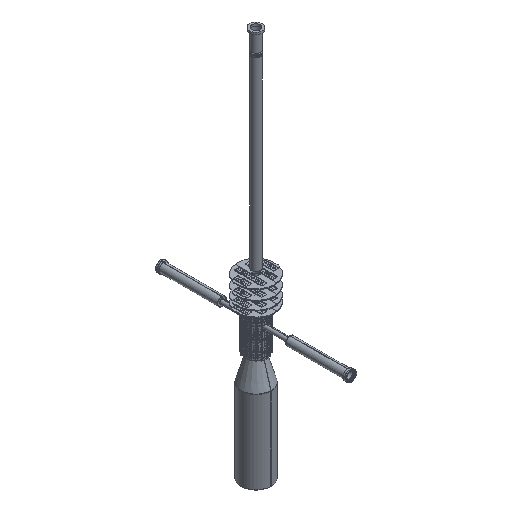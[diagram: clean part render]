
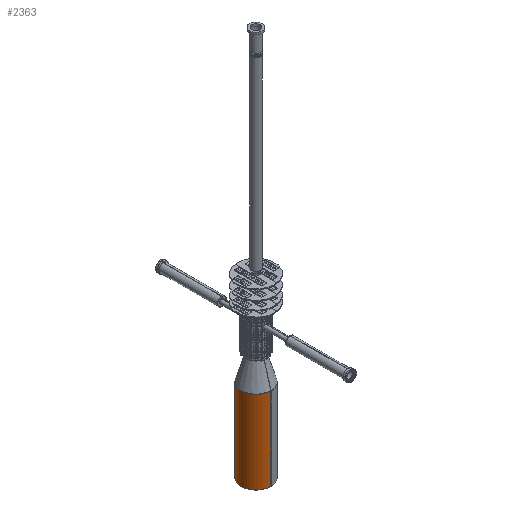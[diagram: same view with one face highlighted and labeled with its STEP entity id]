
A CAD part, isometric view. The second image highlights one B-rep face of the part: STEP entity #2363.
In plain terms, the highlighted cylindrical face has radius 71 mm (diameter 142 mm), a partial arc.
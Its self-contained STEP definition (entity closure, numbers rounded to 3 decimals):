
#2306=CARTESIAN_POINT('',(0.0,-250.0,-71.0));
#2307=VERTEX_POINT('',#2306);
#2314=CARTESIAN_POINT('',(0.0,-250.0,71.0));
#2315=VERTEX_POINT('',#2314);
#2316=CARTESIAN_POINT('',(0.0,-250.0,0.0));
#2317=DIRECTION('',(0.0,-1.0,0.0));
#2318=DIRECTION('',(1.0,0.0,0.0));
#2319=AXIS2_PLACEMENT_3D('',#2316,#2317,#2318);
#2320=CIRCLE('',#2319,71.0);
#2321=EDGE_CURVE('',#2307,#2315,#2320,.F.);
#2332=CARTESIAN_POINT('',(0.0,-220.,0.0));
#2333=DIRECTION('',(0.0,1.0,0.0));
#2334=DIRECTION('',(0.0,0.0,-1.0));
#2335=AXIS2_PLACEMENT_3D('',#2332,#2333,#2334);
#2336=CYLINDRICAL_SURFACE('',#2335,71.0);
#2337=ORIENTED_EDGE('',*,*,#2321,.F.);
#2338=CARTESIAN_POINT('',(0.0,-640.0,-71.0));
#2339=VERTEX_POINT('',#2338);
#2340=CARTESIAN_POINT('',(0.0,-640.0,-71.0));
#2341=DIRECTION('',(0.0,1.0,0.0));
#2342=VECTOR('',#2341,390.0);
#2343=LINE('',#2340,#2342);
#2344=EDGE_CURVE('',#2307,#2339,#2343,.F.);
#2345=ORIENTED_EDGE('',*,*,#2344,.T.);
#2346=CARTESIAN_POINT('',(0.0,-640.0,71.0));
#2347=VERTEX_POINT('',#2346);
#2348=CARTESIAN_POINT('',(0.0,-640.0,0.0));
#2349=DIRECTION('',(0.0,1.0,0.0));
#2350=DIRECTION('',(1.0,0.0,0.0));
#2351=AXIS2_PLACEMENT_3D('',#2348,#2349,#2350);
#2352=CIRCLE('',#2351,71.0);
#2353=EDGE_CURVE('',#2339,#2347,#2352,.T.);
#2354=ORIENTED_EDGE('',*,*,#2353,.T.);
#2355=CARTESIAN_POINT('',(0.0,-640.0,71.0));
#2356=DIRECTION('',(0.0,1.0,0.0));
#2357=VECTOR('',#2356,390.0);
#2358=LINE('',#2355,#2357);
#2359=EDGE_CURVE('',#2315,#2347,#2358,.F.);
#2360=ORIENTED_EDGE('',*,*,#2359,.F.);
#2361=EDGE_LOOP('',(#2337,#2345,#2354,#2360));
#2362=FACE_OUTER_BOUND('',#2361,.T.);
#2363=ADVANCED_FACE('',(#2362),#2336,.T.);
